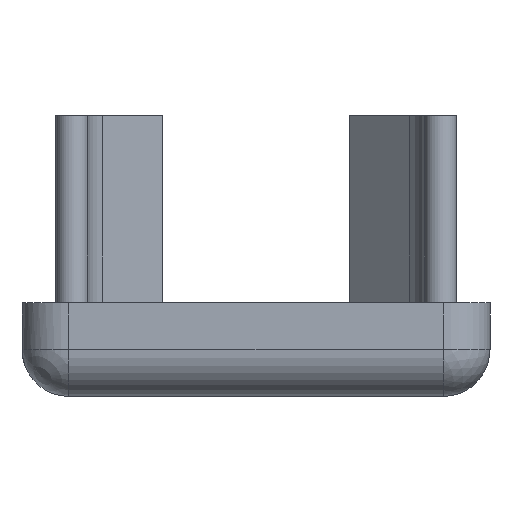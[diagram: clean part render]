
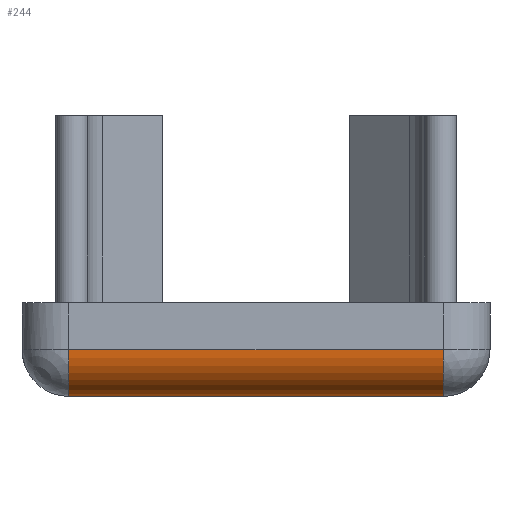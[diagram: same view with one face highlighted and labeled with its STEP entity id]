
A CAD part, front view. The second image highlights one B-rep face of the part: STEP entity #244.
In plain terms, the highlighted cylindrical face has radius 2 mm (diameter 4 mm), a partial arc.
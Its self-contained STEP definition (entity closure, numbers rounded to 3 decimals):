
#73=CARTESIAN_POINT('',(-8.,-118.0,0.0));
#74=VERTEX_POINT('',#73);
#172=CARTESIAN_POINT('',(8.,-118.,0.0));
#173=VERTEX_POINT('',#172);
#207=CARTESIAN_POINT('',(4.,-118.0,2.0));
#208=DIRECTION('',(-1.0,0.0,0.0));
#209=DIRECTION('',(0.0,-0.707,-0.707));
#210=AXIS2_PLACEMENT_3D('',#207,#208,#209);
#211=CYLINDRICAL_SURFACE('',#210,2.0);
#212=CARTESIAN_POINT('',(8.,-120.0,2.0));
#213=VERTEX_POINT('',#212);
#214=CARTESIAN_POINT('',(8.,-118.0,2.0));
#215=DIRECTION('',(-1.0,0.0,0.0));
#216=DIRECTION('',(0.0,0.0,-1.0));
#217=AXIS2_PLACEMENT_3D('',#214,#215,#216);
#218=CIRCLE('',#217,2.0);
#219=EDGE_CURVE('',#173,#213,#218,.T.);
#220=ORIENTED_EDGE('',*,*,#219,.T.);
#221=CARTESIAN_POINT('',(-8.,-120.0,2.0));
#222=VERTEX_POINT('',#221);
#223=CARTESIAN_POINT('',(8.,-120.0,2.0));
#224=DIRECTION('',(-1.0,0.0,0.0));
#225=VECTOR('',#224,16.);
#226=LINE('',#223,#225);
#227=EDGE_CURVE('',#213,#222,#226,.T.);
#228=ORIENTED_EDGE('',*,*,#227,.T.);
#229=CARTESIAN_POINT('',(-8.,-118.0,2.0));
#230=DIRECTION('',(1.0,0.0,0.0));
#231=DIRECTION('',(0.0,-1.0,0.0));
#232=AXIS2_PLACEMENT_3D('',#229,#230,#231);
#233=CIRCLE('',#232,2.);
#234=EDGE_CURVE('',#222,#74,#233,.T.);
#235=ORIENTED_EDGE('',*,*,#234,.T.);
#236=CARTESIAN_POINT('',(-8.,-118.0,0.0));
#237=DIRECTION('',(1.0,0.0,0.0));
#238=VECTOR('',#237,16.);
#239=LINE('',#236,#238);
#240=EDGE_CURVE('',#74,#173,#239,.T.);
#241=ORIENTED_EDGE('',*,*,#240,.T.);
#242=EDGE_LOOP('',(#220,#228,#235,#241));
#243=FACE_OUTER_BOUND('',#242,.T.);
#244=ADVANCED_FACE('',(#243),#211,.T.);
